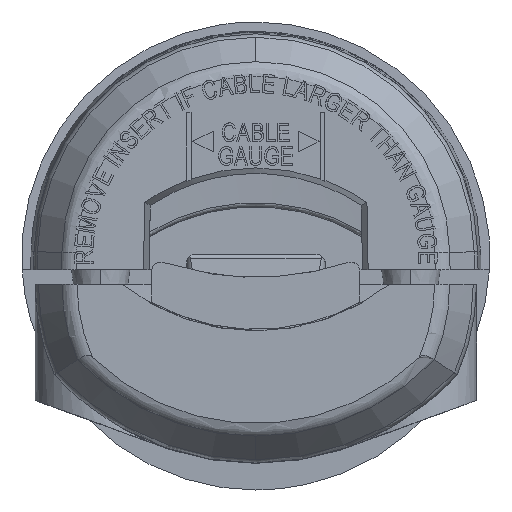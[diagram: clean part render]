
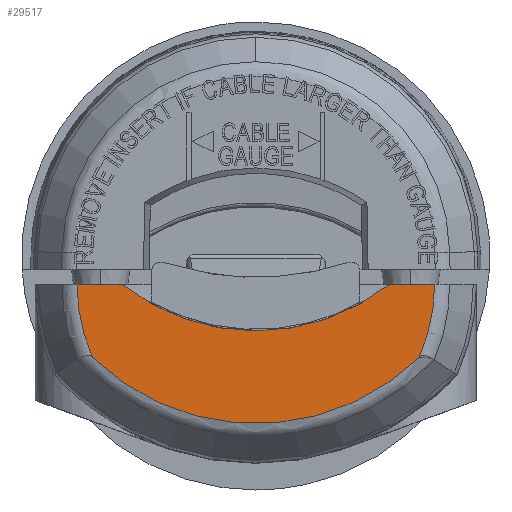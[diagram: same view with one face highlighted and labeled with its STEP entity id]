
A CAD part, top view. The second image highlights one B-rep face of the part: STEP entity #29517.
In plain terms, the highlighted planar face has unit normal (0, 0, 1).
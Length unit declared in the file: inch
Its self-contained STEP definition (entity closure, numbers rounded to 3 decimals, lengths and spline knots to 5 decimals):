
#2212 = VERTEX_POINT ( 'NONE', #15240 ) ;
#6089 = CARTESIAN_POINT ( 'NONE',  ( -0.62318, -0.89876, 2.596 ) ) ;
#10309 = CARTESIAN_POINT ( 'NONE',  ( -0.60349, -0.097, 2.596 ) ) ;
#13285 = AXIS2_PLACEMENT_3D ( 'NONE', #40184, #90525, #25503 ) ;
#15240 = CARTESIAN_POINT ( 'NONE',  ( -0.45021, -0.097, 2.596 ) ) ;
#20067 = PLANE ( 'NONE',  #22639 ) ;
#20449 = ORIENTED_EDGE ( 'NONE', *, *, #155132, .F. ) ;
#22639 = AXIS2_PLACEMENT_3D ( 'NONE', #6089, #121474, #58796 ) ;
#23636 = DIRECTION ( 'NONE',  ( 0., 0., 1. ) ) ;
#24487 = DIRECTION ( 'NONE',  ( 0., 0., 1. ) ) ;
#25503 = DIRECTION ( 'NONE',  ( 1., 0., 0. ) ) ;
#28055 = VERTEX_POINT ( 'NONE', #138426 ) ;
#28251 = CARTESIAN_POINT ( 'NONE',  ( -0.55094, -0.34332, 2.596 ) ) ;
#28856 = CIRCLE ( 'NONE', #131460, 0.79025 ) ;
#29517 = ADVANCED_FACE ( 'NONE', ( #142064 ), #20067, .T. ) ;
#30167 = CARTESIAN_POINT ( 'NONE',  ( 0., -0.097, 2.596 ) ) ;
#36708 = LINE ( 'NONE', #37488, #155147 ) ;
#37488 = CARTESIAN_POINT ( 'NONE',  ( 0., -0.097, 2.596 ) ) ;
#39176 = CARTESIAN_POINT ( 'NONE',  ( 0., 0.47, 2.596 ) ) ;
#40184 = CARTESIAN_POINT ( 'NONE',  ( 0., -0.097, 2.596 ) ) ;
#42261 = EDGE_CURVE ( 'NONE', #149352, #28055, #159915, .T. ) ;
#44021 = VERTEX_POINT ( 'NONE', #151181 ) ;
#58796 = DIRECTION ( 'NONE',  ( 1., 0., 0. ) ) ;
#65085 = EDGE_CURVE ( 'NONE', #141238, #107622, #92193, .T. ) ;
#68301 = EDGE_CURVE ( 'NONE', #2212, #149352, #96744, .T. ) ;
#68692 = VERTEX_POINT ( 'NONE', #125619 ) ;
#73371 = ORIENTED_EDGE ( 'NONE', *, *, #141843, .T. ) ;
#74742 = DIRECTION ( 'NONE',  ( 0., -1., 0. ) ) ;
#82014 = ORIENTED_EDGE ( 'NONE', *, *, #150539, .T. ) ;
#82786 = ORIENTED_EDGE ( 'NONE', *, *, #42261, .F. ) ;
#85367 = EDGE_LOOP ( 'NONE', ( #140681, #117784, #82014, #73371, #82786, #104595, #20449 ) ) ;
#88663 = DIRECTION ( 'NONE',  ( 0., -1., 0. ) ) ;
#90030 = CIRCLE ( 'NONE', #92610, 0.60349 ) ;
#90525 = DIRECTION ( 'NONE',  ( 0., 0., 1. ) ) ;
#92193 = CIRCLE ( 'NONE', #13285, 0.60349 ) ;
#92610 = AXIS2_PLACEMENT_3D ( 'NONE', #30167, #157131, #115868 ) ;
#94122 = AXIS2_PLACEMENT_3D ( 'NONE', #161325, #23636, #88663 ) ;
#96744 = CIRCLE ( 'NONE', #94122, 0.724 ) ;
#99744 = CARTESIAN_POINT ( 'NONE',  ( 0., 0.22322, 2.596 ) ) ;
#102120 = EDGE_CURVE ( 'NONE', #107622, #44021, #28856, .T. ) ;
#104595 = ORIENTED_EDGE ( 'NONE', *, *, #68301, .F. ) ;
#107622 = VERTEX_POINT ( 'NONE', #28251 ) ;
#115868 = DIRECTION ( 'NONE',  ( 1., 0., 0. ) ) ;
#117133 = VECTOR ( 'NONE', #132614, 39.37008 ) ;
#117784 = ORIENTED_EDGE ( 'NONE', *, *, #102120, .T. ) ;
#119426 = CARTESIAN_POINT ( 'NONE',  ( -0.52831, -0.097, 2.596 ) ) ;
#121474 = DIRECTION ( 'NONE',  ( 0., 0., 1. ) ) ;
#125619 = CARTESIAN_POINT ( 'NONE',  ( 0.60349, -0.097, 2.596 ) ) ;
#131460 = AXIS2_PLACEMENT_3D ( 'NONE', #99744, #139264, #149266 ) ;
#131776 = LINE ( 'NONE', #119426, #117133 ) ;
#132614 = DIRECTION ( 'NONE',  ( 1., 0., 0. ) ) ;
#135534 = CARTESIAN_POINT ( 'NONE',  ( 0., -0.254, 2.596 ) ) ;
#136481 = DIRECTION ( 'NONE',  ( -1., 0., 0. ) ) ;
#138426 = CARTESIAN_POINT ( 'NONE',  ( 0.45021, -0.097, 2.596 ) ) ;
#139264 = DIRECTION ( 'NONE',  ( 0., 0., 1. ) ) ;
#140681 = ORIENTED_EDGE ( 'NONE', *, *, #65085, .T. ) ;
#141238 = VERTEX_POINT ( 'NONE', #10309 ) ;
#141327 = AXIS2_PLACEMENT_3D ( 'NONE', #39176, #24487, #74742 ) ;
#141843 = EDGE_CURVE ( 'NONE', #68692, #28055, #36708, .T. ) ;
#142064 = FACE_OUTER_BOUND ( 'NONE', #85367, .T. ) ;
#149266 = DIRECTION ( 'NONE',  ( 1., 0., 0. ) ) ;
#149352 = VERTEX_POINT ( 'NONE', #135534 ) ;
#150539 = EDGE_CURVE ( 'NONE', #44021, #68692, #90030, .T. ) ;
#151181 = CARTESIAN_POINT ( 'NONE',  ( 0.55094, -0.34332, 2.596 ) ) ;
#155132 = EDGE_CURVE ( 'NONE', #141238, #2212, #131776, .T. ) ;
#155147 = VECTOR ( 'NONE', #136481, 39.37008 ) ;
#157131 = DIRECTION ( 'NONE',  ( 0., 0., 1. ) ) ;
#159915 = CIRCLE ( 'NONE', #141327, 0.724 ) ;
#161325 = CARTESIAN_POINT ( 'NONE',  ( 0., 0.47, 2.596 ) ) ;
